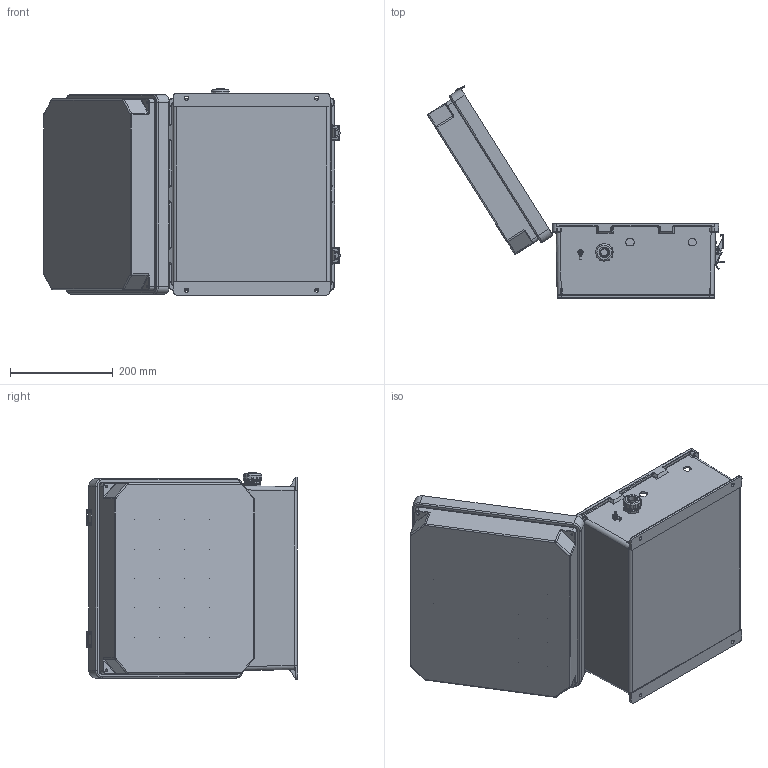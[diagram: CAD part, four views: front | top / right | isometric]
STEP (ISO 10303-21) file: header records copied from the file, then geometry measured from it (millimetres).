
FILE_DESCRIPTION (( 'STEP AP214' ), '1' );
FILE_NAME ('TEF141207-400.STEP', '2018-11-20T15:13:19', ( '' ), ( '' ), 'SwSTEP 2.0', 'SolidWorks 2017', '' );
FILE_SCHEMA (( 'AUTOMOTIVE_DESIGN' ));
Length unit declared in the file: inch
Products named in the file (21): XFN-0005; TEF141207-400; XFW-0004; XFS-0065; X-ASSY-HYP218-2; XFS-0017; 10-32 NEMA PLATE SCREW; XCT-0011; XCT-0010; 1BE02-011; XFW-0002; XFN-0003; XCT-0005; XFS-0026; XC-0003; NB141207-DoorClasp-2; NB141207-DoorClasp-1; NB141207-Lid-2; NB141207-Hinge; NB141207-Box; NEMA 14-400 GroundWire
Assembly tree (29 placements, depth 2):
  TEF141207-400
    NB141207-Box
    NB141207-Hinge  x2
    NB141207-Lid-2
    NB141207-DoorClasp-1  x2
    NB141207-DoorClasp-2  x2
    XC-0003
    XFS-0026
    XCT-0005
    XFN-0003  x2
    XFW-0002
    1BE02-011
    XCT-0010
    XCT-0011
    10-32 NEMA PLATE SCREW  x4
    XFS-0017  x2
    X-ASSY-HYP218-2
    XFS-0065
    XFW-0004  x2
    XFN-0005
    NEMA 14-400 GroundWire
Bounding box: 578.07 x 413.05 x 402.37 mm (x, y, z)
Volume: 2209607.5 mm3; surface area: 1363694.1 mm2
Topology: 35 solids, 36 shells, 2731 faces, 7038 edges, 4435 vertices
Faces by surface type: plane 1166, cylinder 852, cone 278, bspline 231, torus 196, sphere 8
Full cylindrical faces by diameter (mm): 2.705 x42, 3.15 x4, 3.175 x20, 3.251 x2, 3.252 x2, 3.302 x4, 3.454 x1, 3.607 x1, 3.797 x12, 4.064 x4, 5.004 x1, 5.08 x3, 5.182 x1, 5.3 x2, 5.639 x1, 6.35 x4, 6.5 x4, 6.655 x2, 7.62 x3, 8 x4, 8.928 x4, 9.22 x1, 9.296 x4, 9.525 x1, 10 x4, 10.16 x2, 11.024 x2, 11.176 x2, 13.538 x2, 14.315 x1
Entity records: 85387 total; most frequent: CARTESIAN_POINT 24250, ORIENTED_EDGE 10708, DIRECTION 10338, EDGE_CURVE 5354, AXIS2_PLACEMENT_3D 3754, VERTEX_POINT 3576, EDGE_LOOP 2932, LINE 2830
